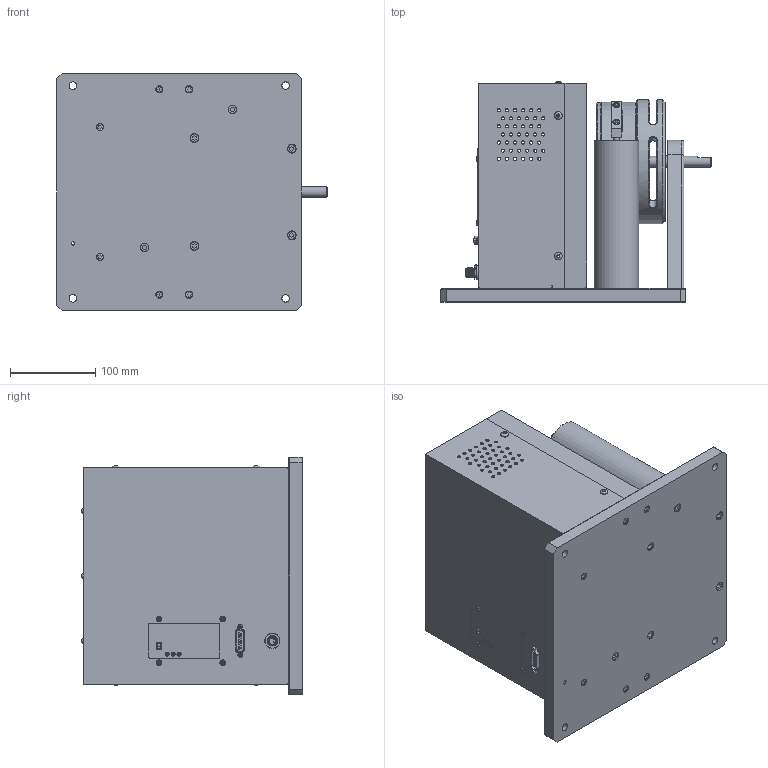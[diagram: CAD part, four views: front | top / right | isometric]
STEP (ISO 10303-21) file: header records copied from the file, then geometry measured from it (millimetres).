
FILE_DESCRIPTION (( 'STEP AP203' ), '1' );
FILE_NAME ('HD-700-XC0-0100_A.stp', '2022-07-15T13:52:16', ( '' ), ( '' ), 'SwSTEP 2.0', 'SolidWorks 2020', '' );
FILE_SCHEMA (( 'CONFIG_CONTROL_DESIGN' ));
Length unit declared in the file: millimetre
Products named in the file (1): HD-700-XC0-0100_A
Bounding box: 318 x 259.03 x 279.4 mm (x, y, z)
Surface area: 798012.5 mm2 (no closed solid volume)
Topology: 0 solids, 82 shells, 609 faces, 2620 edges, 2091 vertices
Faces by surface type: plane 324, cylinder 203, cone 50, bspline 18, torus 14
Full cylindrical faces by diameter (mm): 1 x1, 1.016 x15, 2.705 x1, 2.779 x1, 2.8 x2, 3.8 x84, 4.039 x1, 4.75 x3, 4.763 x3, 4.775 x1, 6.342 x1, 6.655 x9, 6.858 x2, 7 x2, 7.938 x2, 8.3 x1, 8.331 x2, 8.433 x6, 8.636 x2, 8.763 x1, 9 x4, 9.169 x2, 10 x1, 10.317 x6, 10.7 x2, 12.692 x1, 12.7 x2, 13.487 x1, 19.035 x1, 22.225 x1
Entity records: 31467 total; most frequent: CARTESIAN_POINT 10891, DIRECTION 4169, ORIENTED_EDGE 3190, EDGE_CURVE 2283, VERTEX_POINT 1977, AXIS2_PLACEMENT_3D 1439, EDGE_LOOP 1292, VECTOR 1291
